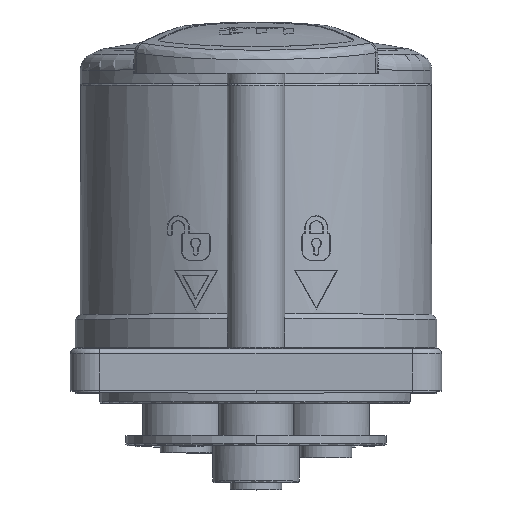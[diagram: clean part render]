
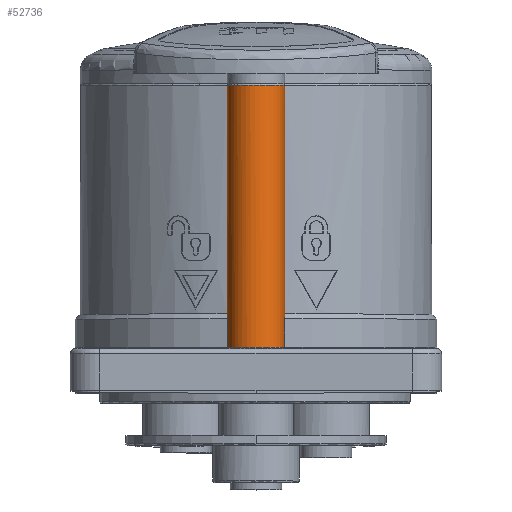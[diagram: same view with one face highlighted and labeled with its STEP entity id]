
A CAD part, top view. The second image highlights one B-rep face of the part: STEP entity #52736.
In plain terms, the highlighted cylindrical face has radius 5.8 mm (diameter 11.6 mm), a partial arc.
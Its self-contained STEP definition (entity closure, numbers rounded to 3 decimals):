
#6127=CARTESIAN_POINT('',(0.,52.2,35.6));
#6128=DIRECTION('',(0.,-1.,0.));
#6129=DIRECTION('',(1.,0.,0.));
#6130=AXIS2_PLACEMENT_3D('',#6127,#6128,#6129);
#6135=CARTESIAN_POINT('',(0.,52.2,35.6));
#6136=DIRECTION('',(0.,-1.,0.));
#6137=DIRECTION('',(0.999,0.,0.054));
#6138=AXIS2_PLACEMENT_3D('',#6135,#6136,#6137);
#6165=DIRECTION('',(0.,1.,0.));
#6166=VECTOR('',#6165,46.769);
#6167=CARTESIAN_POINT('',(5.8,5.431,35.6));
#6168=LINE('',#6167,#6166);
#6510=DIRECTION('',(0.,-1.,0.));
#6511=VECTOR('',#6510,46.769);
#6512=CARTESIAN_POINT('',(-5.8,52.2,35.6));
#6513=LINE('',#6512,#6511);
#6517=CARTESIAN_POINT('',(5.8,5.431,35.6));
#6518=CARTESIAN_POINT('',(5.8,5.382,35.649));
#6519=CARTESIAN_POINT('',(5.799,5.286,35.747));
#6520=CARTESIAN_POINT('',(5.793,5.142,35.893));
#6521=CARTESIAN_POINT('',(5.787,5.047,35.99));
#6522=CARTESIAN_POINT('',(5.783,5.,36.039));
#6527=DIRECTION('',(0.,-1.,0.));
#6528=VECTOR('',#6527,5.7);
#6529=CARTESIAN_POINT('',(5.783,5.,36.039));
#6530=LINE('',#6529,#6528);
#6558=CARTESIAN_POINT('',(-5.783,-0.7,36.039));
#6563=CARTESIAN_POINT('',(0.,-0.7,35.6));
#6564=DIRECTION('',(0.,1.,0.));
#6565=DIRECTION('',(-0.997,0.,0.076));
#6566=AXIS2_PLACEMENT_3D('',#6563,#6564,#6565);
#6820=DIRECTION('',(0.,-1.,0.));
#6821=VECTOR('',#6820,5.7);
#6822=CARTESIAN_POINT('',(-5.783,5.,36.039));
#6823=LINE('',#6822,#6821);
#6869=CARTESIAN_POINT('',(-5.8,5.431,35.6));
#6870=CARTESIAN_POINT('',(-5.8,5.382,35.649));
#6871=CARTESIAN_POINT('',(-5.799,5.286,35.746));
#6872=CARTESIAN_POINT('',(-5.793,5.143,35.893));
#6873=CARTESIAN_POINT('',(-5.787,5.047,35.99));
#6874=CARTESIAN_POINT('',(-5.783,5.,36.039));
#43912=VERTEX_POINT('',#6558);
#43913=CARTESIAN_POINT('',(5.783,-0.7,36.039));
#43914=VERTEX_POINT('',#43913);
#43967=CARTESIAN_POINT('',(5.783,5.,36.039));
#43968=VERTEX_POINT('',#43967);
#43973=CARTESIAN_POINT('',(-5.783,5.,
36.039));
#43974=VERTEX_POINT('',#43973);
#43975=VERTEX_POINT('',#6869);
#43976=CARTESIAN_POINT('',(-5.8,52.2,35.6));
#43977=VERTEX_POINT('',#43976);
#43978=CARTESIAN_POINT('',(5.792,52.2,35.91));
#43979=VERTEX_POINT('',#43978);
#43980=CARTESIAN_POINT('',(5.8,52.2,35.6));
#43981=VERTEX_POINT('',#43980);
#43982=CARTESIAN_POINT('',(5.8,5.431,35.6));
#43983=VERTEX_POINT('',#43982);
#52715=CARTESIAN_POINT('',(0.,52.5,35.6));
#52716=DIRECTION('',(0.,-1.,0.));
#52717=DIRECTION('',(1.,0.,0.));
#52718=AXIS2_PLACEMENT_3D('',#52715,#52716,#52717);
#52719=CYLINDRICAL_SURFACE('',#52718,5.8);
#52721=ORIENTED_EDGE('',*,*,#52720,.F.);
#52723=ORIENTED_EDGE('',*,*,#52722,.F.);
#52725=ORIENTED_EDGE('',*,*,#52724,.F.);
#52726=ORIENTED_EDGE('',*,*,#52700,.F.);
#52727=ORIENTED_EDGE('',*,*,#52506,.F.);
#52728=ORIENTED_EDGE('',*,*,#52504,.F.);
#52729=ORIENTED_EDGE('',*,*,#52549,.F.);
#52731=ORIENTED_EDGE('',*,*,#52730,.T.);
#52733=ORIENTED_EDGE('',*,*,#52732,.T.);
#52734=EDGE_LOOP('',(#52721,#52723,#52725,#52726,#52727,#52728,#52729,#52731,
#52733));
#52735=FACE_OUTER_BOUND('',#52734,.F.);
#6131=CIRCLE('',#6130,5.8);
#6139=CIRCLE('',#6138,5.8);
#6523=B_SPLINE_CURVE_WITH_KNOTS('',3,(#6517,#6518,#6519,#6520,#6521,#6522),
.UNSPECIFIED.,.F.,.F.,(4,1,1,4),(0.,0.333,0.667,1.),
.UNSPECIFIED.);
#6567=CIRCLE('',#6566,5.8);
#6875=B_SPLINE_CURVE_WITH_KNOTS('',3,(#6869,#6870,#6871,#6872,#6873,#6874),
.UNSPECIFIED.,.F.,.F.,(4,1,1,4),(0.,0.333,0.667,1.),
.UNSPECIFIED.);
#52504=EDGE_CURVE('',#43981,#43979,#6131,.T.);
#52506=EDGE_CURVE('',#43979,#43977,#6139,.T.);
#52549=EDGE_CURVE('',#43983,#43981,#6168,.T.);
#52700=EDGE_CURVE('',#43977,#43975,#6513,.T.);
#52720=EDGE_CURVE('',#43912,#43914,#6567,.T.);
#52722=EDGE_CURVE('',#43974,#43912,#6823,.T.);
#52724=EDGE_CURVE('',#43975,#43974,#6875,.T.);
#52730=EDGE_CURVE('',#43983,#43968,#6523,.T.);
#52732=EDGE_CURVE('',#43968,#43914,#6530,.T.);
#52736=ADVANCED_FACE('',(#52735),#52719,.T.);
